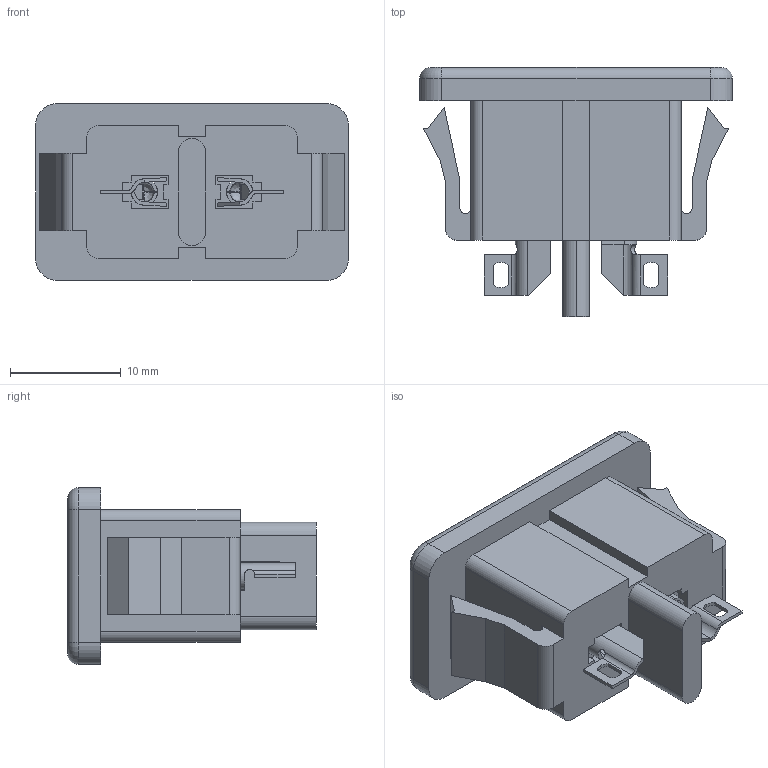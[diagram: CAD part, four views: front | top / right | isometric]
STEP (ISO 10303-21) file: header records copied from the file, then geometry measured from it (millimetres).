
FILE_DESCRIPTION (( 'STEP AP214' ), '1' );
FILE_NAME ('RF-180-BB_ASM.STEP', '2016-01-07T00:19:47', ( '' ), ( '' ), 'SwSTEP 2.0', 'SolidWorks 2010', '' );
FILE_SCHEMA (( 'AUTOMOTIVE_DESIGN' ));
Length unit declared in the file: millimetre
Products named in the file (1): RF-180-BB_ASM
Bounding box: 28.3 x 22.5 x 16 mm (x, y, z)
Volume: 3047.3 mm3; surface area: 3956.5 mm2
Topology: 3 solids, 3 shells, 255 faces, 696 edges, 454 vertices
Faces by surface type: plane 163, cylinder 72, bspline 16, torus 4
Entity records: 11485 total; most frequent: CARTESIAN_POINT 2202, ORIENTED_EDGE 1392, DIRECTION 1278, EDGE_CURVE 696, LINE 458, VECTOR 458, VERTEX_POINT 454, AXIS2_PLACEMENT_3D 410
